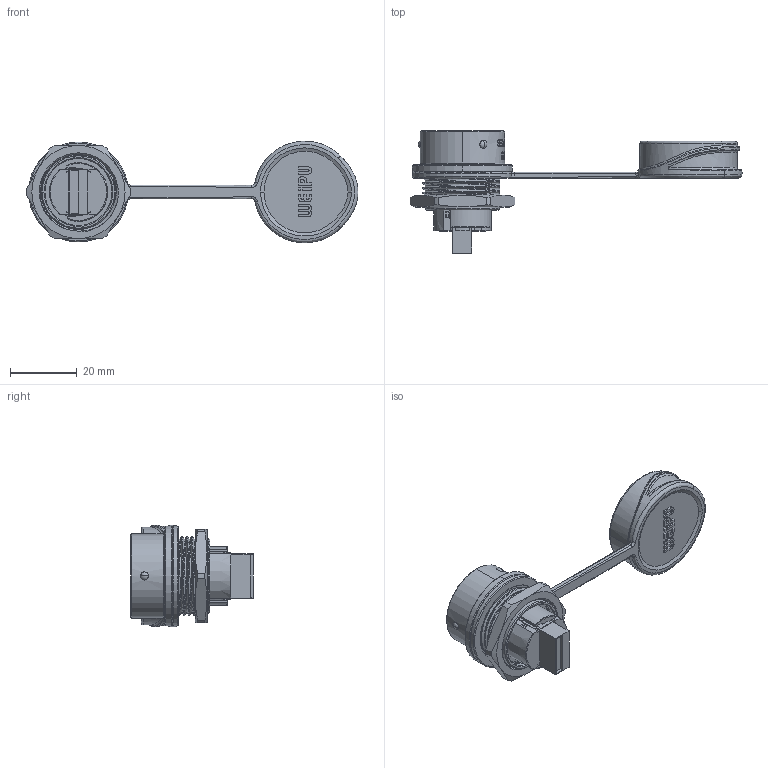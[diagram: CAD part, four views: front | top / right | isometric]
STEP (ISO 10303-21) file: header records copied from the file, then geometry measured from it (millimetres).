
FILE_DESCRIPTION((''),'2;1');
FILE_NAME('3D-SF2412-SUSB3_0','2025-07-14T17:49:08',('Administrator'),(''),'CREO PARAMETRIC BY PTC INC, 2018050','CREO PARAMETRIC BY PTC INC, 2018050','');
FILE_SCHEMA(('CONFIG_CONTROL_DESIGN'));
Length unit declared in the file: millimetre
Products named in the file (1): 3D-SF2412-SUSB3_0
Bounding box: 99.75 x 36.79 x 30.5 mm (x, y, z)
Volume: 15692.2 mm3; surface area: 10782.3 mm2
Topology: 1 solids, 5 shells, 763 faces, 2128 edges, 1414 vertices
Faces by surface type: plane 506, cylinder 127, bspline 50, cone 34, torus 30, sphere 12, extrusion 4
Entity records: 31817 total; most frequent: CARTESIAN_POINT 13262, ORIENTED_EDGE 4242, DIRECTION 3325, EDGE_CURVE 2121, VERTEX_POINT 1414, AXIS2_PLACEMENT_3D 1182, VECTOR 961, LINE 957
